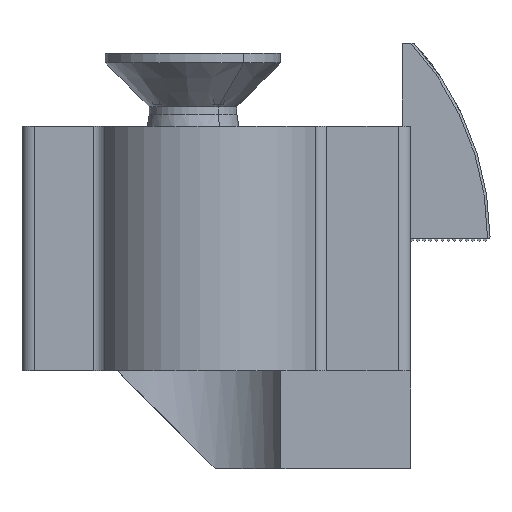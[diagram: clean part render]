
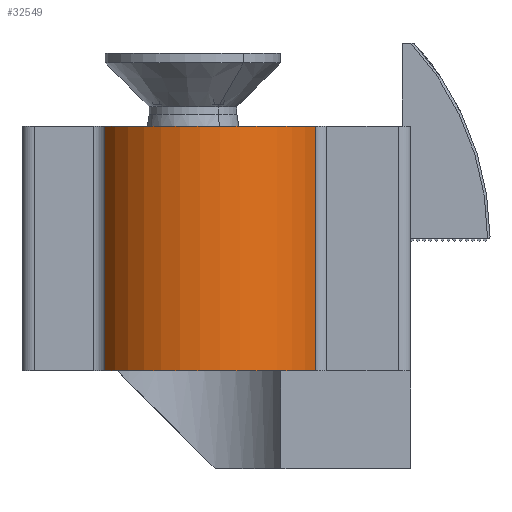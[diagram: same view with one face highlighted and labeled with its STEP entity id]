
A CAD part, front view. The second image highlights one B-rep face of the part: STEP entity #32549.
In plain terms, the highlighted cylindrical face has radius 4.778 mm (diameter 9.556 mm), a partial arc.
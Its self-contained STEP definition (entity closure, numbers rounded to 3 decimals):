
#1028 = CIRCLE ( 'NONE', #7247, 4.778 ) ;
#2890 = CARTESIAN_POINT ( 'NONE',  ( -4.56, -27.784, 5. ) ) ;
#3323 = CARTESIAN_POINT ( 'NONE',  ( 4.06, -27.784, -5. ) ) ;
#4098 = DIRECTION ( 'NONE',  ( 0., 0., 1. ) ) ;
#6076 = LINE ( 'NONE', #6844, #39265 ) ;
#6844 = CARTESIAN_POINT ( 'NONE',  ( 4.06, -27.784, 5. ) ) ;
#7145 = DIRECTION ( 'NONE',  ( 1., 0., 0. ) ) ;
#7247 = AXIS2_PLACEMENT_3D ( 'NONE', #21126, #4098, #35087 ) ;
#9288 = CARTESIAN_POINT ( 'NONE',  ( -4.56, -27.784, 5. ) ) ;
#9684 = CIRCLE ( 'NONE', #44865, 4.778 ) ;
#10174 = DIRECTION ( 'NONE',  ( 0., 0., 1. ) ) ;
#13228 = ORIENTED_EDGE ( 'NONE', *, *, #29472, .T. ) ;
#14273 = EDGE_LOOP ( 'NONE', ( #28977, #34664, #29175, #13228 ) ) ;
#15491 = VECTOR ( 'NONE', #34333, 1000. ) ;
#17843 = DIRECTION ( 'NONE',  ( -1., 0., 0. ) ) ;
#18565 = FACE_OUTER_BOUND ( 'NONE', #14273, .T. ) ;
#18769 = CARTESIAN_POINT ( 'NONE',  ( 4.06, -27.784, 5. ) ) ;
#19913 = VERTEX_POINT ( 'NONE', #32018 ) ;
#21126 = CARTESIAN_POINT ( 'NONE',  ( -0.25, -25.722, 5. ) ) ;
#21335 = DIRECTION ( 'NONE',  ( 0., 0., -1. ) ) ;
#23209 = VERTEX_POINT ( 'NONE', #18769 ) ;
#23287 = VERTEX_POINT ( 'NONE', #9288 ) ;
#24315 = AXIS2_PLACEMENT_3D ( 'NONE', #24401, #21335, #17843 ) ;
#24401 = CARTESIAN_POINT ( 'NONE',  ( -0.25, -25.722, 5. ) ) ;
#24749 = LINE ( 'NONE', #2890, #15491 ) ;
#26911 = EDGE_CURVE ( 'NONE', #23287, #23209, #1028, .T. ) ;
#27985 = CARTESIAN_POINT ( 'NONE',  ( -0.25, -25.722, -5. ) ) ;
#28977 = ORIENTED_EDGE ( 'NONE', *, *, #36771, .T. ) ;
#29175 = ORIENTED_EDGE ( 'NONE', *, *, #26911, .F. ) ;
#29472 = EDGE_CURVE ( 'NONE', #23287, #19913, #24749, .T. ) ;
#29982 = CYLINDRICAL_SURFACE ( 'NONE', #24315, 4.778 ) ;
#31542 = EDGE_CURVE ( 'NONE', #32050, #23209, #6076, .T. ) ;
#32018 = CARTESIAN_POINT ( 'NONE',  ( -4.56, -27.784, -5. ) ) ;
#32050 = VERTEX_POINT ( 'NONE', #3323 ) ;
#32549 = ADVANCED_FACE ( 'NONE', ( #18565 ), #29982, .T. ) ;
#34333 = DIRECTION ( 'NONE',  ( 0., 0., -1. ) ) ;
#34664 = ORIENTED_EDGE ( 'NONE', *, *, #31542, .T. ) ;
#34818 = DIRECTION ( 'NONE',  ( 0., 0., 1. ) ) ;
#35087 = DIRECTION ( 'NONE',  ( 1., 0., 0. ) ) ;
#36771 = EDGE_CURVE ( 'NONE', #19913, #32050, #9684, .T. ) ;
#39265 = VECTOR ( 'NONE', #10174, 1000. ) ;
#44865 = AXIS2_PLACEMENT_3D ( 'NONE', #27985, #34818, #7145 ) ;
